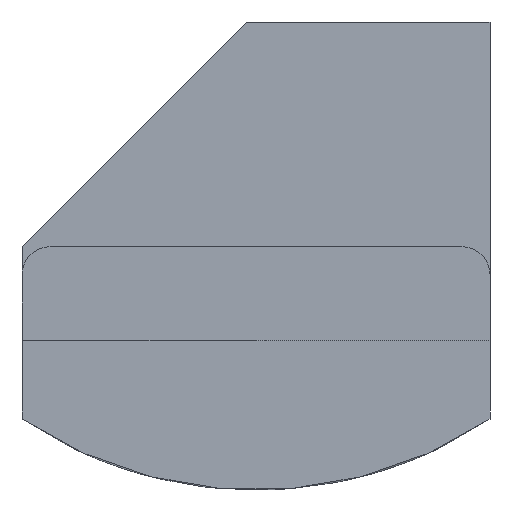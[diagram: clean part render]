
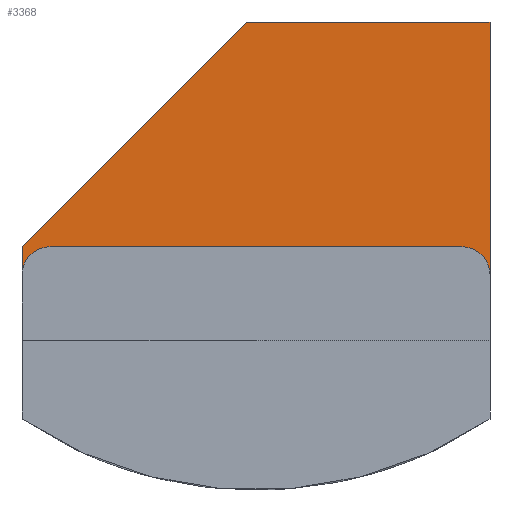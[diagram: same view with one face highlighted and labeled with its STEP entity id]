
A CAD part, front view. The second image highlights one B-rep face of the part: STEP entity #3368.
In plain terms, the highlighted planar face has unit normal (0, -1, 0).
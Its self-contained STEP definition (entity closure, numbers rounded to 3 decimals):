
#281=FACE_OUTER_BOUND('',#494,.T.);
#494=EDGE_LOOP('',(#3026,#3027,#3028,#3029,#3030));
#893=LINE('',#5363,#1310);
#902=LINE('',#5380,#1319);
#906=LINE('',#5389,#1323);
#910=LINE('',#5395,#1327);
#912=LINE('',#5399,#1329);
#1310=VECTOR('',#4420,10.);
#1319=VECTOR('',#4435,10.);
#1323=VECTOR('',#4441,10.);
#1327=VECTOR('',#4447,10.);
#1329=VECTOR('',#4453,10.);
#1628=VERTEX_POINT('',#5361);
#1629=VERTEX_POINT('',#5362);
#1634=VERTEX_POINT('',#5379);
#1637=VERTEX_POINT('',#5386);
#1638=VERTEX_POINT('',#5388);
#2085=EDGE_CURVE('',#1628,#1629,#893,.T.);
#2094=EDGE_CURVE('',#1634,#1629,#902,.F.);
#2098=EDGE_CURVE('',#1638,#1637,#906,.T.);
#2102=EDGE_CURVE('',#1628,#1638,#910,.T.);
#2104=EDGE_CURVE('',#1637,#1634,#912,.T.);
#3026=ORIENTED_EDGE('',*,*,#2102,.T.);
#3027=ORIENTED_EDGE('',*,*,#2098,.T.);
#3028=ORIENTED_EDGE('',*,*,#2104,.T.);
#3029=ORIENTED_EDGE('',*,*,#2094,.T.);
#3030=ORIENTED_EDGE('',*,*,#2085,.F.);
#3199=PLANE('',#3601);
#3368=ADVANCED_FACE('',(#281),#3199,.F.);
#3601=AXIS2_PLACEMENT_3D('',#5398,#4451,#4452);
#4420=DIRECTION('',(0.707,0.,0.707));
#4435=DIRECTION('',(1.,0.,0.));
#4441=DIRECTION('',(1.,0.,0.));
#4447=DIRECTION('',(0.,0.,-1.));
#4451=DIRECTION('center_axis',(0.,1.,0.));
#4452=DIRECTION('ref_axis',(0.,0.,-1.));
#4453=DIRECTION('',(0.,0.,1.));
#5361=CARTESIAN_POINT('',(75.28,-1.701,5.));
#5362=CARTESIAN_POINT('',(87.28,-1.701,17.));
#5363=CARTESIAN_POINT('',(81.905,-1.701,11.625));
#5379=CARTESIAN_POINT('',(100.28,-1.701,17.));
#5380=CARTESIAN_POINT('',(87.78,-1.701,17.));
#5386=CARTESIAN_POINT('',(100.28,-1.701,0.));
#5388=CARTESIAN_POINT('',(75.28,-1.701,0.));
#5389=CARTESIAN_POINT('',(87.78,-1.701,0.));
#5395=CARTESIAN_POINT('',(75.28,-1.701,8.));
#5398=CARTESIAN_POINT('Origin',(87.78,-1.701,8.));
#5399=CARTESIAN_POINT('',(100.28,-1.701,8.));
